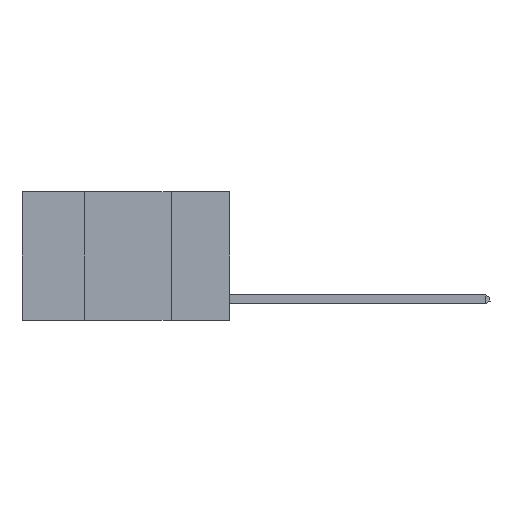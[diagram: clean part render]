
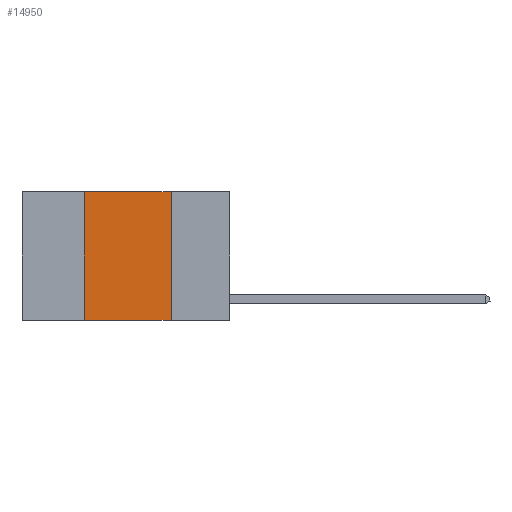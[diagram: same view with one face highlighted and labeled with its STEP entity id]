
A CAD part, left-side view. The second image highlights one B-rep face of the part: STEP entity #14950.
In plain terms, the highlighted planar face has unit normal (-1, 0, 0).
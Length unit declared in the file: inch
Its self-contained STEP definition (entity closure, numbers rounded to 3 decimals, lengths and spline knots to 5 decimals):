
#572 = ORIENTED_EDGE ( 'NONE', *, *, #2246, .F. ) ;
#684 = DIRECTION ( 'NONE',  ( 0., 0., 1. ) ) ;
#927 = DIRECTION ( 'NONE',  ( 0., 0., -1. ) ) ;
#1075 = CARTESIAN_POINT ( 'NONE',  ( 0., 0.6, 0. ) ) ;
#1240 = CARTESIAN_POINT ( 'NONE',  ( 0., 0.42, 0. ) ) ;
#1770 = CARTESIAN_POINT ( 'NONE',  ( 0., 0.6, 0. ) ) ;
#2246 = EDGE_CURVE ( 'NONE', #9109, #7510, #3732, .T. ) ;
#2459 = EDGE_CURVE ( 'NONE', #4606, #11088, #10357, .T. ) ;
#3732 = LINE ( 'NONE', #10927, #10175 ) ;
#4606 = VERTEX_POINT ( 'NONE', #13356 ) ;
#4769 = FACE_OUTER_BOUND ( 'NONE', #13030, .T. ) ;
#4936 = DIRECTION ( 'NONE',  ( 1., 0., 0. ) ) ;
#5190 = CARTESIAN_POINT ( 'NONE',  ( 0., 0.6, -0.37 ) ) ;
#6925 = VECTOR ( 'NONE', #684, 39.37008 ) ;
#7461 = LINE ( 'NONE', #5190, #7853 ) ;
#7510 = VERTEX_POINT ( 'NONE', #15324 ) ;
#7853 = VECTOR ( 'NONE', #9017, 39.37008 ) ;
#8708 = CARTESIAN_POINT ( 'NONE',  ( 0., 0.17, 0. ) ) ;
#9017 = DIRECTION ( 'NONE',  ( 0., -1., 0. ) ) ;
#9109 = VERTEX_POINT ( 'NONE', #8708 ) ;
#9195 = AXIS2_PLACEMENT_3D ( 'NONE', #1075, #4936, #13833 ) ;
#9774 = ORIENTED_EDGE ( 'NONE', *, *, #10657, .F. ) ;
#10175 = VECTOR ( 'NONE', #927, 39.37008 ) ;
#10357 = LINE ( 'NONE', #15712, #6925 ) ;
#10657 = EDGE_CURVE ( 'NONE', #11088, #9109, #11698, .T. ) ;
#10713 = DIRECTION ( 'NONE',  ( 0., -1., 0. ) ) ;
#10927 = CARTESIAN_POINT ( 'NONE',  ( 0., 0.17, 0. ) ) ;
#11088 = VERTEX_POINT ( 'NONE', #1240 ) ;
#11698 = LINE ( 'NONE', #1770, #15058 ) ;
#12550 = PLANE ( 'NONE',  #9195 ) ;
#12678 = EDGE_CURVE ( 'NONE', #4606, #7510, #7461, .T. ) ;
#13030 = EDGE_LOOP ( 'NONE', ( #572, #9774, #13242, #15744 ) ) ;
#13242 = ORIENTED_EDGE ( 'NONE', *, *, #2459, .F. ) ;
#13356 = CARTESIAN_POINT ( 'NONE',  ( 0., 0.42, -0.37 ) ) ;
#13833 = DIRECTION ( 'NONE',  ( 0., 0., -1. ) ) ;
#14950 = ADVANCED_FACE ( 'NONE', ( #4769 ), #12550, .F. ) ;
#15058 = VECTOR ( 'NONE', #10713, 39.37008 ) ;
#15324 = CARTESIAN_POINT ( 'NONE',  ( 0., 0.17, -0.37 ) ) ;
#15712 = CARTESIAN_POINT ( 'NONE',  ( 0., 0.42, 0. ) ) ;
#15744 = ORIENTED_EDGE ( 'NONE', *, *, #12678, .T. ) ;
